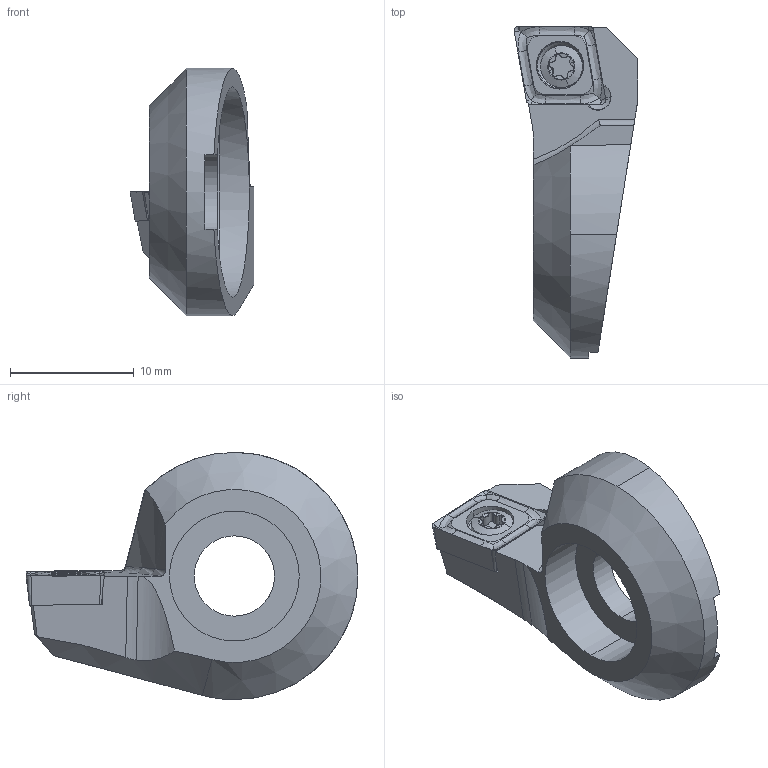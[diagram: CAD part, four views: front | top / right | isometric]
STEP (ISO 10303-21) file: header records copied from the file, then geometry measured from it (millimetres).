
FILE_DESCRIPTION (( 'STEP AP214' ), '1' );
FILE_NAME ('254.320.006.STEP', '2019-06-13T09:56:20', ( '' ), ( '' ), 'SwSTEP 2.0', 'SolidWorks 2017', '' );
FILE_SCHEMA (( 'AUTOMOTIVE_DESIGN' ));
Length unit declared in the file: millimetre
Products named in the file (7): CCMT060204; WCA-ER2.001.006_A; 254.320.006; F32-WCA.001.007_C; F32-WCA.001.007_C_fertigbearbeitet
Assembly tree (3 placements, depth 2):
  CCMT060204
  WCA-ER2.001.006_A
  254.320.006
    F32-WCA.001.007_C_fertigbearbeitet
    CCMT060204
    WCA-ER2.001.006_A
  F32-WCA.001.007_C
Bounding box: 10 x 26.85 x 20 mm (x, y, z)
Volume: 1558.5 mm3; surface area: 1543.5 mm2
Topology: 3 solids, 3 shells, 133 faces, 339 edges, 209 vertices
Faces by surface type: cylinder 42, plane 38, cone 27, torus 12, bspline 12, sphere 2
Entity records: 4521 total; most frequent: CARTESIAN_POINT 1256, ORIENTED_EDGE 670, DIRECTION 611, EDGE_CURVE 335, AXIS2_PLACEMENT_3D 238, VERTEX_POINT 209, EDGE_LOOP 140, VECTOR 135
